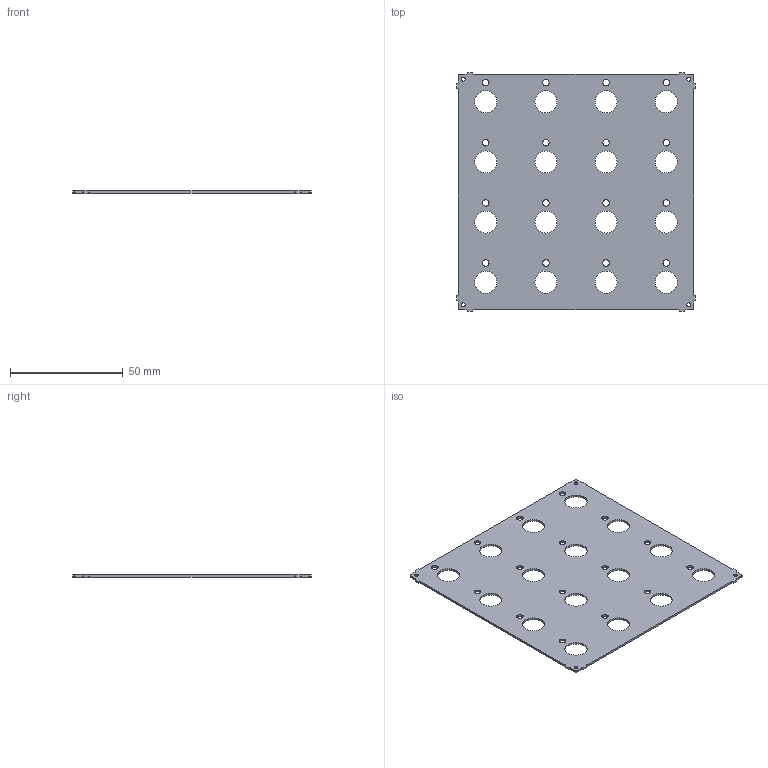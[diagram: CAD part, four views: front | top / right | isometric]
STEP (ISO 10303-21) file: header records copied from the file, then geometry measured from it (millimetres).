
FILE_DESCRIPTION(('KiCad electronic assembly'),'2;1');
FILE_NAME('FP-XX16-3D.step','2025-10-21T08:55:28',('Pcbnew'),('Kicad'), 'Open CASCADE STEP processor 7.6','KiCad to STEP converter','Unknown' );
FILE_SCHEMA(('AUTOMOTIVE_DESIGN { 1 0 10303 214 1 1 1 1 }'));
Length unit declared in the file: millimetre
Products named in the file (2): FP-XX16-3D 1; kibot_k3dk4l8q_PCB
Assembly tree (1 placements, depth 2):
  FP-XX16-3D 1
    kibot_k3dk4l8q_PCB
Bounding box: 105.6 x 105.6 x 0.91 mm (x, y, z)
Volume: 8707.8 mm3; surface area: 20121.7 mm2
Topology: 1 solids, 1 shells, 126 faces, 372 edges, 248 vertices
Faces by surface type: cylinder 87, plane 39
Full cylindrical faces by diameter (mm): 1.75 x4, 2.9 x16
Entity records: 4471 total; most frequent: DIRECTION 802, CARTESIAN_POINT 748, ORIENTED_EDGE 744, EDGE_CURVE 372, AXIS2_PLACEMENT_3D 302, VERTEX_POINT 248, FACE_BOUND 198, EDGE_LOOP 198
